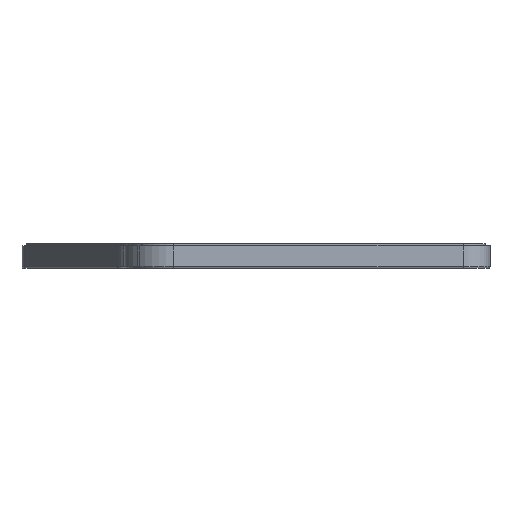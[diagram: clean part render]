
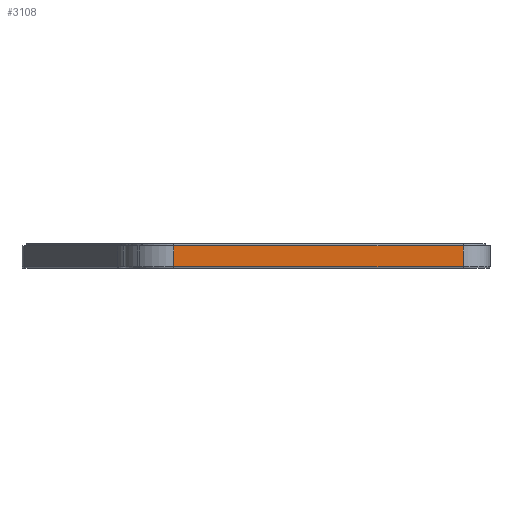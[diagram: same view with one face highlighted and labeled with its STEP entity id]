
A CAD part, left-side view. The second image highlights one B-rep face of the part: STEP entity #3108.
In plain terms, the highlighted face is planar.
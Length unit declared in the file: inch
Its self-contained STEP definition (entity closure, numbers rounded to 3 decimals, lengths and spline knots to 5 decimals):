
#261 = AXIS2_PLACEMENT_3D ( 'NONE', #3346, #3358, #3359 ) ;
#843 = EDGE_CURVE ( 'NONE', #7008, #7007, #907, .T. ) ;
#904 = CARTESIAN_POINT ( 'NONE',  ( 3.195, -4.2635, 0. ) ) ;
#907 = LINE ( 'NONE', #904, #8269 ) ;
#912 = DIRECTION ( 'NONE',  ( 0., 1., 0. ) ) ;
#1085 = VECTOR ( 'NONE', #2162, 39.37008 ) ;
#1102 = VECTOR ( 'NONE', #2168, 39.37008 ) ;
#1107 = VECTOR ( 'NONE', #2171, 39.37008 ) ;
#1975 = EDGE_CURVE ( 'NONE', #7093, #7008, #2158, .T. ) ;
#1977 = EDGE_CURVE ( 'NONE', #7091, #7007, #2157, .T. ) ;
#1978 = EDGE_CURVE ( 'NONE', #7091, #7093, #2169, .T. ) ;
#2148 = CARTESIAN_POINT ( 'NONE',  ( 3.195, -4.2635, 0.25482 ) ) ;
#2156 = CARTESIAN_POINT ( 'NONE',  ( 3.195, -0.21153, 0.25482 ) ) ;
#2157 = LINE ( 'NONE', #2156, #1102 ) ;
#2158 = LINE ( 'NONE', #2148, #1085 ) ;
#2162 = DIRECTION ( 'NONE',  ( 0., 0., -1. ) ) ;
#2168 = DIRECTION ( 'NONE',  ( 0., 0., -1. ) ) ;
#2169 = LINE ( 'NONE', #2170, #1107 ) ;
#2170 = CARTESIAN_POINT ( 'NONE',  ( 3.195, -4.2635, 0.29232 ) ) ;
#2171 = DIRECTION ( 'NONE',  ( 0., -1., 0. ) ) ;
#3108 = ADVANCED_FACE ( 'NONE', ( #3354 ), #3355, .F. ) ;
#3346 = CARTESIAN_POINT ( 'NONE',  ( 3.195, -4.2635, 0.25482 ) ) ;
#3354 = FACE_OUTER_BOUND ( 'NONE', #7389, .T. ) ;
#3355 = PLANE ( 'NONE',  #261 ) ;
#3358 = DIRECTION ( 'NONE',  ( -1., 0., 0. ) ) ;
#3359 = DIRECTION ( 'NONE',  ( 0., -1., 0. ) ) ;
#5768 = CARTESIAN_POINT ( 'NONE',  ( 3.195, -0.21153, 0. ) ) ;
#5769 = CARTESIAN_POINT ( 'NONE',  ( 3.195, -4.2635, 0. ) ) ;
#5852 = CARTESIAN_POINT ( 'NONE',  ( 3.195, -0.21153, 0.29232 ) ) ;
#5854 = CARTESIAN_POINT ( 'NONE',  ( 3.195, -4.2635, 0.29232 ) ) ;
#7007 = VERTEX_POINT ( 'NONE', #5768 ) ;
#7008 = VERTEX_POINT ( 'NONE', #5769 ) ;
#7091 = VERTEX_POINT ( 'NONE', #5852 ) ;
#7093 = VERTEX_POINT ( 'NONE', #5854 ) ;
#7389 = EDGE_LOOP ( 'NONE', ( #8069, #8070, #8072, #8074 ) ) ;
#8069 = ORIENTED_EDGE ( 'NONE', *, *, #1977, .F. ) ;
#8070 = ORIENTED_EDGE ( 'NONE', *, *, #1978, .T. ) ;
#8072 = ORIENTED_EDGE ( 'NONE', *, *, #1975, .T. ) ;
#8074 = ORIENTED_EDGE ( 'NONE', *, *, #843, .T. ) ;
#8269 = VECTOR ( 'NONE', #912, 39.37008 ) ;
